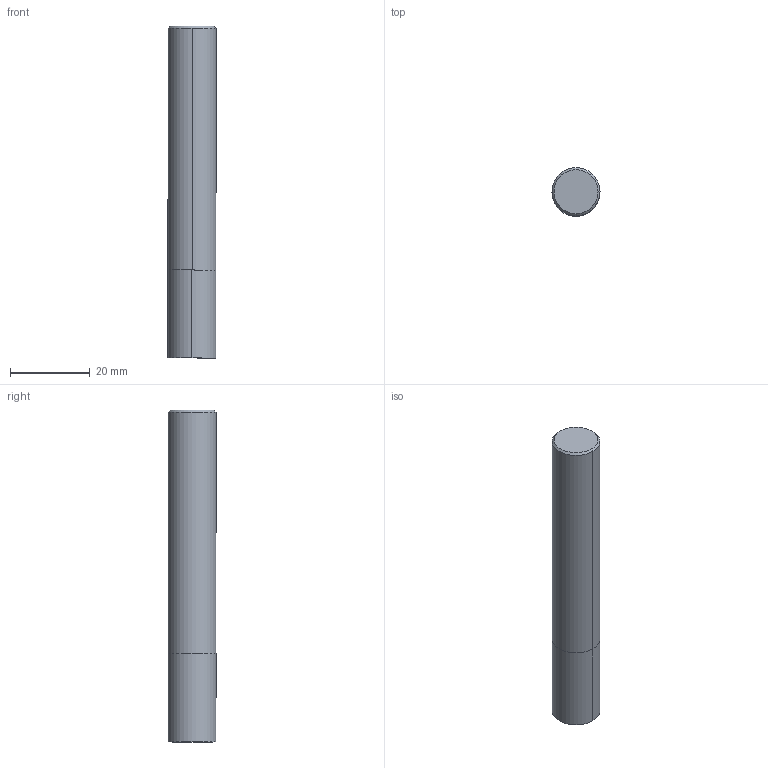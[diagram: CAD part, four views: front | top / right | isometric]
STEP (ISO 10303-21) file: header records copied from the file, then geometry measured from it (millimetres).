
FILE_DESCRIPTION (( 'STEP AP203' ), '1' );
FILE_NAME ('367626.step', '2023-04-03T05:26:07', ( '' ), ( '' ), 'SwSTEP 2.0', 'SolidWorks 2022', '' );
FILE_SCHEMA (( 'CONFIG_CONTROL_DESIGN' ));
Length unit declared in the file: millimetre
Products named in the file (1): 367626
Bounding box: 12 x 12 x 83 mm (x, y, z)
Volume: 9381.8 mm3; surface area: 3579.8 mm2
Topology: 2 solids, 2 shells, 15 faces, 26 edges, 16 vertices
Faces by surface type: cylinder 6, plane 5, cone 4
Entity records: 439 total; most frequent: DIRECTION 74, CARTESIAN_POINT 58, ORIENTED_EDGE 52, AXIS2_PLACEMENT_3D 32, EDGE_CURVE 26, VERTEX_POINT 16, EDGE_LOOP 16, CIRCLE 16
